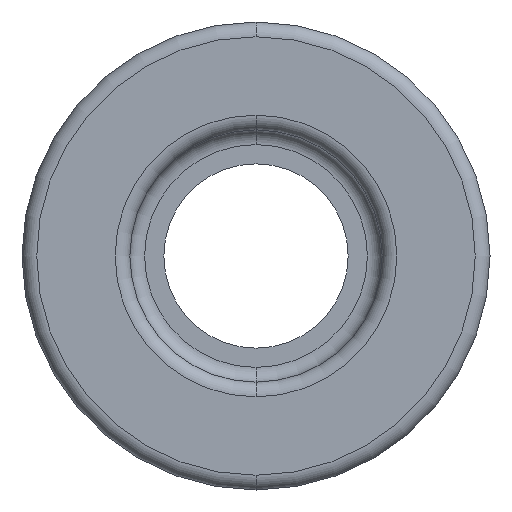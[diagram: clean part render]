
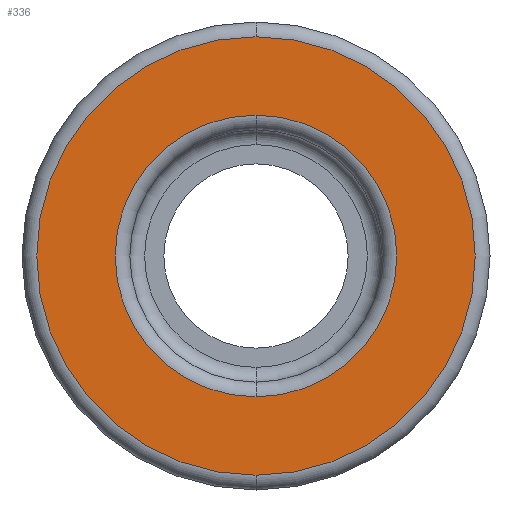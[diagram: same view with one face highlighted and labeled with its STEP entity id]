
A CAD part, front view. The second image highlights one B-rep face of the part: STEP entity #336.
In plain terms, the highlighted planar face has unit normal (0, -1, 0).
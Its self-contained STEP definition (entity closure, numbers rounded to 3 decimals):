
#16 = ORIENTED_EDGE ( 'NONE', *, *, #710, .T. ) ;
#18 = AXIS2_PLACEMENT_3D ( 'NONE', #544, #403, #472 ) ;
#64 = ORIENTED_EDGE ( 'NONE', *, *, #672, .T. ) ;
#92 = VERTEX_POINT ( 'NONE', #542 ) ;
#101 = DIRECTION ( 'NONE',  ( 0., 0., 1. ) ) ;
#118 = VERTEX_POINT ( 'NONE', #334 ) ;
#143 = CARTESIAN_POINT ( 'NONE',  ( 0., 0., 0. ) ) ;
#155 = DIRECTION ( 'NONE',  ( 0., 1., 0. ) ) ;
#237 = AXIS2_PLACEMENT_3D ( 'NONE', #558, #699, #272 ) ;
#272 = DIRECTION ( 'NONE',  ( 0., 0., 1. ) ) ;
#277 = FACE_OUTER_BOUND ( 'NONE', #841, .T. ) ;
#289 = CARTESIAN_POINT ( 'NONE',  ( 0., 0., 0. ) ) ;
#311 = VERTEX_POINT ( 'NONE', #430 ) ;
#333 = VERTEX_POINT ( 'NONE', #580 ) ;
#334 = CARTESIAN_POINT ( 'NONE',  ( 0., 0., 1.911 ) ) ;
#336 = ADVANCED_FACE ( 'NONE', ( #802, #277 ), #932, .F. ) ;
#403 = DIRECTION ( 'NONE',  ( 0., 1., 0. ) ) ;
#425 = CIRCLE ( 'NONE', #18, 1.911 ) ;
#430 = CARTESIAN_POINT ( 'NONE',  ( 0., 0., -1.911 ) ) ;
#465 = CARTESIAN_POINT ( 'NONE',  ( 0., 0., 0. ) ) ;
#472 = DIRECTION ( 'NONE',  ( 0., 0., 1. ) ) ;
#473 = EDGE_CURVE ( 'NONE', #311, #118, #425, .T. ) ;
#542 = CARTESIAN_POINT ( 'NONE',  ( 0., 0., -2.975 ) ) ;
#544 = CARTESIAN_POINT ( 'NONE',  ( 0., 0., 0. ) ) ;
#558 = CARTESIAN_POINT ( 'NONE',  ( 0., 0., 0. ) ) ;
#578 = DIRECTION ( 'NONE',  ( 0., 0., 1. ) ) ;
#580 = CARTESIAN_POINT ( 'NONE',  ( 0., 0., 2.975 ) ) ;
#625 = ORIENTED_EDGE ( 'NONE', *, *, #473, .T. ) ;
#656 = AXIS2_PLACEMENT_3D ( 'NONE', #289, #863, #578 ) ;
#672 = EDGE_CURVE ( 'NONE', #92, #333, #763, .T. ) ;
#699 = DIRECTION ( 'NONE',  ( 0., -1., 0. ) ) ;
#704 = EDGE_LOOP ( 'NONE', ( #935, #625 ) ) ;
#710 = EDGE_CURVE ( 'NONE', #333, #92, #834, .T. ) ;
#715 = AXIS2_PLACEMENT_3D ( 'NONE', #143, #724, #937 ) ;
#724 = DIRECTION ( 'NONE',  ( 0., 1., 0. ) ) ;
#763 = CIRCLE ( 'NONE', #237, 2.975 ) ;
#802 = FACE_BOUND ( 'NONE', #704, .T. ) ;
#818 = CIRCLE ( 'NONE', #936, 1.911 ) ;
#834 = CIRCLE ( 'NONE', #656, 2.975 ) ;
#841 = EDGE_LOOP ( 'NONE', ( #16, #64 ) ) ;
#846 = EDGE_CURVE ( 'NONE', #118, #311, #818, .T. ) ;
#863 = DIRECTION ( 'NONE',  ( 0., -1., 0. ) ) ;
#932 = PLANE ( 'NONE',  #715 ) ;
#935 = ORIENTED_EDGE ( 'NONE', *, *, #846, .T. ) ;
#936 = AXIS2_PLACEMENT_3D ( 'NONE', #465, #155, #101 ) ;
#937 = DIRECTION ( 'NONE',  ( 0., 0., 1. ) ) ;
